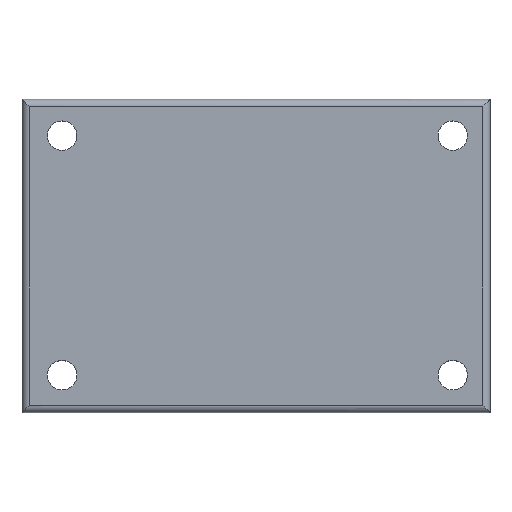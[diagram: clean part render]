
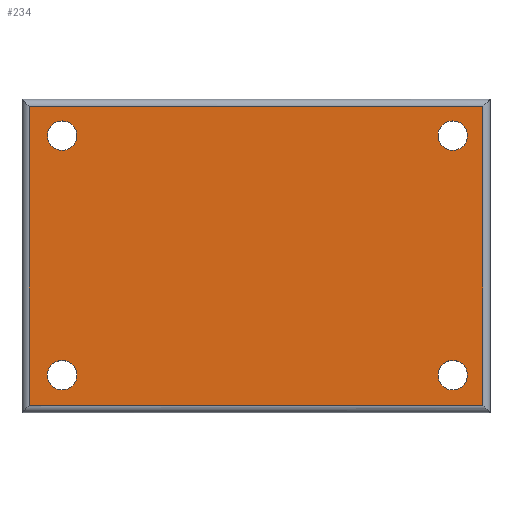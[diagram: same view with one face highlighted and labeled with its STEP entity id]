
A CAD part, top view. The second image highlights one B-rep face of the part: STEP entity #234.
In plain terms, the highlighted planar face has unit normal (0, 0, 1).
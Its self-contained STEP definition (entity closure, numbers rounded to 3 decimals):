
#151=CARTESIAN_POINT('',(0.,0.,14.));
#152=DIRECTION('',(0.,0.,1.));
#153=DIRECTION('',(1.,0.,0.));
#154=AXIS2_PLACEMENT_3D('',#151,#152,#153);
#155=PLANE('',#154);
#156=CARTESIAN_POINT('',(14.899,75.144,14.));
#157=VERTEX_POINT('',#156);
#158=CARTESIAN_POINT('',(10.899,75.144,14.));
#159=DIRECTION('',(0.,0.,1.));
#160=DIRECTION('',(1.,0.,-0.));
#161=AXIS2_PLACEMENT_3D('',#158,#159,#160);
#162=CIRCLE('',#161,4.);
#163=EDGE_CURVE('',#157,#157,#162,.T.);
#164=ORIENTED_EDGE('',*,*,#163,.F.);
#165=EDGE_LOOP('',(#164));
#166=FACE_BOUND('',#165,.T.);
#167=CARTESIAN_POINT('',(120.899,10.144,14.));
#168=VERTEX_POINT('',#167);
#169=CARTESIAN_POINT('',(116.899,10.144,14.));
#170=DIRECTION('',(0.,0.,1.));
#171=DIRECTION('',(1.,0.,-0.));
#172=AXIS2_PLACEMENT_3D('',#169,#170,#171);
#173=CIRCLE('',#172,4.);
#174=EDGE_CURVE('',#168,#168,#173,.T.);
#175=ORIENTED_EDGE('',*,*,#174,.F.);
#176=EDGE_LOOP('',(#175));
#177=FACE_BOUND('',#176,.T.);
#178=CARTESIAN_POINT('',(120.899,75.144,14.));
#179=VERTEX_POINT('',#178);
#180=CARTESIAN_POINT('',(116.899,75.144,14.));
#181=DIRECTION('',(0.,0.,1.));
#182=DIRECTION('',(1.,0.,-0.));
#183=AXIS2_PLACEMENT_3D('',#180,#181,#182);
#184=CIRCLE('',#183,4.);
#185=EDGE_CURVE('',#179,#179,#184,.T.);
#186=ORIENTED_EDGE('',*,*,#185,.F.);
#187=EDGE_LOOP('',(#186));
#188=FACE_BOUND('',#187,.T.);
#189=CARTESIAN_POINT('',(14.899,10.144,14.));
#190=VERTEX_POINT('',#189);
#191=CARTESIAN_POINT('',(10.899,10.144,14.));
#192=DIRECTION('',(0.,0.,1.));
#193=DIRECTION('',(1.,0.,-0.));
#194=AXIS2_PLACEMENT_3D('',#191,#192,#193);
#195=CIRCLE('',#194,4.);
#196=EDGE_CURVE('',#190,#190,#195,.T.);
#197=ORIENTED_EDGE('',*,*,#196,.F.);
#198=EDGE_LOOP('',(#197));
#199=FACE_BOUND('',#198,.T.);
#200=CARTESIAN_POINT('',(125.,2.,14.));
#201=VERTEX_POINT('',#200);
#202=CARTESIAN_POINT('',(125.,83.,14.));
#203=VERTEX_POINT('',#202);
#204=CARTESIAN_POINT('',(125.,2.,14.));
#205=DIRECTION('',(-0.,1.,-0.));
#206=VECTOR('',#205,81.);
#207=LINE('',#204,#206);
#208=EDGE_CURVE('',#201,#203,#207,.T.);
#209=ORIENTED_EDGE('',*,*,#208,.T.);
#210=CARTESIAN_POINT('',(2.,83.,14.));
#211=VERTEX_POINT('',#210);
#212=CARTESIAN_POINT('',(125.,83.,14.));
#213=DIRECTION('',(-1.,-0.,0.));
#214=VECTOR('',#213,123.);
#215=LINE('',#212,#214);
#216=EDGE_CURVE('',#203,#211,#215,.T.);
#217=ORIENTED_EDGE('',*,*,#216,.T.);
#218=CARTESIAN_POINT('',(2.,2.,14.));
#219=VERTEX_POINT('',#218);
#220=CARTESIAN_POINT('',(2.,83.,14.));
#221=DIRECTION('',(-0.,-1.,-0.));
#222=VECTOR('',#221,81.);
#223=LINE('',#220,#222);
#224=EDGE_CURVE('',#211,#219,#223,.T.);
#225=ORIENTED_EDGE('',*,*,#224,.T.);
#226=CARTESIAN_POINT('',(2.,2.,14.));
#227=DIRECTION('',(1.,-0.,-0.));
#228=VECTOR('',#227,123.);
#229=LINE('',#226,#228);
#230=EDGE_CURVE('',#219,#201,#229,.T.);
#231=ORIENTED_EDGE('',*,*,#230,.T.);
#232=EDGE_LOOP('',(#209,#217,#225,#231));
#233=FACE_BOUND('',#232,.T.);
#234=ADVANCED_FACE('',(#166,#177,#188,#199,#233),#155,.T.);
